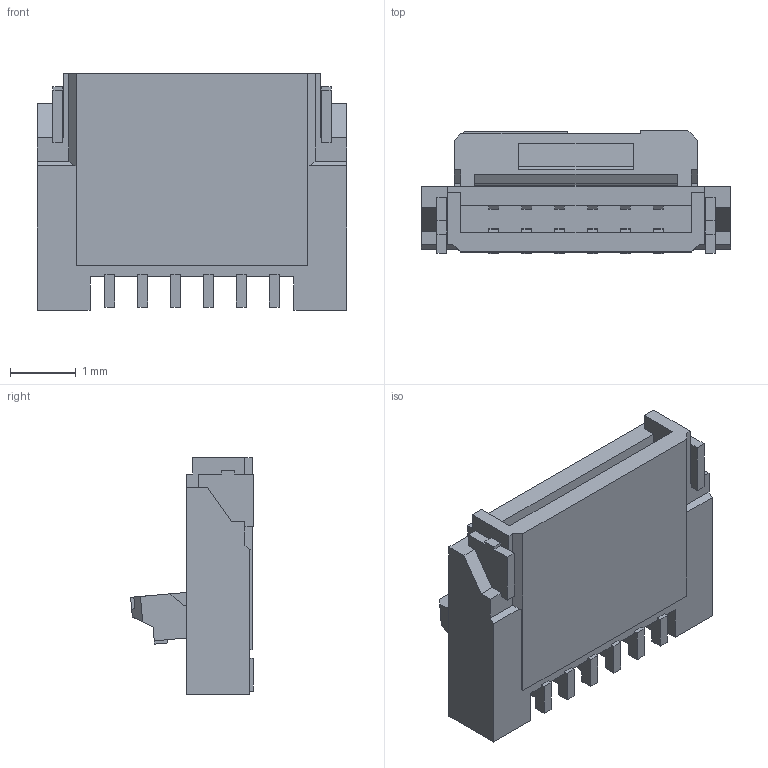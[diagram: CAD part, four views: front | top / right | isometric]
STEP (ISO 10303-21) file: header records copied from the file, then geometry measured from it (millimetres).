
FILE_DESCRIPTION((''),'2;1');
FILE_NAME('5034800640','2020-07-30T',('gga'),(''),'PRO/ENGINEER BY PARAMETRIC TECHNOLOGY CORPORATION, 2016010','PRO/ENGINEER BY PARAMETRIC TECHNOLOGY CORPORATION, 2016010','');
FILE_SCHEMA(('CONFIG_CONTROL_DESIGN'));
Length unit declared in the file: millimetre
Products named in the file (1): 5034800640
Bounding box: 4.7 x 1.87 x 3.6 mm (x, y, z)
Volume: 11.2 mm3; surface area: 86 mm2
Topology: 1 solids, 1 shells, 336 faces, 973 edges, 658 vertices
Faces by surface type: plane 309, cylinder 27
Entity records: 10906 total; most frequent: CARTESIAN_POINT 1936, ORIENTED_EDGE 1882, DIRECTION 1705, EDGE_CURVE 941, VECTOR 915, LINE 915, VERTEX_POINT 626, AXIS2_PLACEMENT_3D 395
